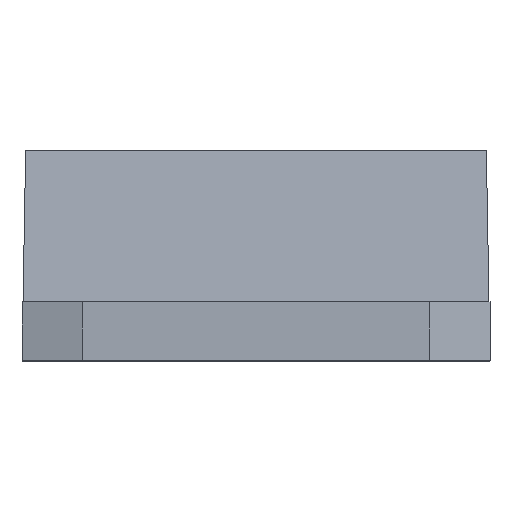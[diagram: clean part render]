
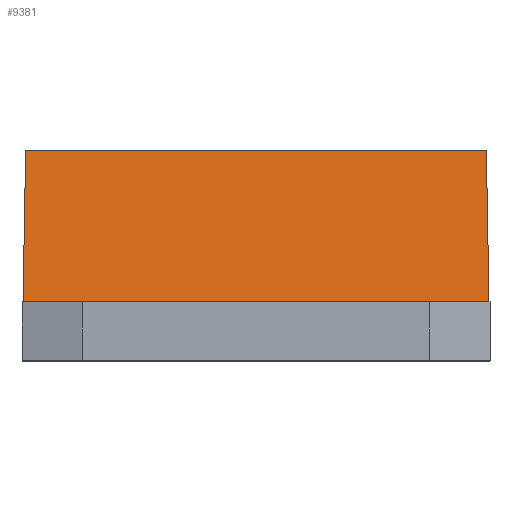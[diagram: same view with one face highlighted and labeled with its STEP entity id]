
A CAD part, top view. The second image highlights one B-rep face of the part: STEP entity #9381.
In plain terms, the highlighted planar face has unit normal (0, 0.122, 0.993).
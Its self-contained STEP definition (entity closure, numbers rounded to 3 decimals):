
#7984 = CARTESIAN_POINT ( 'NONE',  ( 3.81, 1.27, 4.318 ) ) ;
#8046 = DIRECTION ( 'NONE',  ( 1., 0., 0. ) ) ;
#8047 = VECTOR ( 'NONE', #8046, 1000. ) ;
#8051 = CARTESIAN_POINT ( 'NONE',  ( -5.08, 4.55, 3.915 ) ) ;
#8052 = LINE ( 'NONE', #8051, #8047 ) ;
#8082 = LINE ( 'NONE', #8101, #8100 ) ;
#8097 = CARTESIAN_POINT ( 'NONE',  ( -3.81, 1.27, 4.318 ) ) ;
#8099 = DIRECTION ( 'NONE',  ( -0.017, -0.992, 0.122 ) ) ;
#8100 = VECTOR ( 'NONE', #8099, 1000. ) ;
#8101 = CARTESIAN_POINT ( 'NONE',  ( -5.001, 4.55, 3.915 ) ) ;
#8178 = DIRECTION ( 'NONE',  ( -0.017, 0.992, -0.122 ) ) ;
#8179 = VECTOR ( 'NONE', #8178, 1000. ) ;
#8180 = CARTESIAN_POINT ( 'NONE',  ( 5.058, 1.27, 4.318 ) ) ;
#8181 = LINE ( 'NONE', #8180, #8179 ) ;
#8182 = CARTESIAN_POINT ( 'NONE',  ( -5.001, 4.55, 3.915 ) ) ;
#8251 = FACE_OUTER_BOUND ( 'NONE', #9385, .T. ) ;
#8263 = CARTESIAN_POINT ( 'NONE',  ( 5.058, 1.27, 4.318 ) ) ;
#8264 = CARTESIAN_POINT ( 'NONE',  ( -5.058, 1.27, 4.318 ) ) ;
#8274 = CARTESIAN_POINT ( 'NONE',  ( -5.08, 1.27, 4.318 ) ) ;
#8275 = LINE ( 'NONE', #8274, #8316 ) ;
#8283 = PLANE ( 'NONE',  #8309 ) ;
#8309 = AXIS2_PLACEMENT_3D ( 'NONE', #8345, #8344, #8343 ) ;
#8310 = DIRECTION ( 'NONE',  ( 1., 0., 0. ) ) ;
#8311 = VECTOR ( 'NONE', #8310, 1000. ) ;
#8312 = CARTESIAN_POINT ( 'NONE',  ( -5.08, 1.27, 4.318 ) ) ;
#8313 = LINE ( 'NONE', #8312, #8311 ) ;
#8315 = DIRECTION ( 'NONE',  ( 1., 0., 0. ) ) ;
#8316 = VECTOR ( 'NONE', #8315, 1000. ) ;
#8343 = DIRECTION ( 'NONE',  ( 0., -0.993, 0.122 ) ) ;
#8344 = DIRECTION ( 'NONE',  ( 0., 0.122, 0.993 ) ) ;
#8345 = CARTESIAN_POINT ( 'NONE',  ( -5.08, 2.91, 4.116 ) ) ;
#8364 = DIRECTION ( 'NONE',  ( 1., 0., 0. ) ) ;
#8365 = VECTOR ( 'NONE', #8364, 1000. ) ;
#8366 = CARTESIAN_POINT ( 'NONE',  ( -5.08, 1.27, 4.318 ) ) ;
#8367 = LINE ( 'NONE', #8366, #8365 ) ;
#8368 = CARTESIAN_POINT ( 'NONE',  ( 5.001, 4.55, 3.915 ) ) ;
#9276 = VERTEX_POINT ( 'NONE', #7984 ) ;
#9287 = ORIENTED_EDGE ( 'NONE', *, *, #9289, .F. ) ;
#9288 = ORIENTED_EDGE ( 'NONE', *, *, #9299, .T. ) ;
#9289 = EDGE_CURVE ( 'NONE', #9321, #9405, #8052, .T. ) ;
#9299 = EDGE_CURVE ( 'NONE', #9321, #9351, #8082, .T. ) ;
#9305 = VERTEX_POINT ( 'NONE', #8097 ) ;
#9320 = EDGE_CURVE ( 'NONE', #9354, #9405, #8181, .T. ) ;
#9321 = VERTEX_POINT ( 'NONE', #8182 ) ;
#9325 = ORIENTED_EDGE ( 'NONE', *, *, #9373, .T. ) ;
#9328 = ORIENTED_EDGE ( 'NONE', *, *, #9403, .T. ) ;
#9351 = VERTEX_POINT ( 'NONE', #8264 ) ;
#9352 = ORIENTED_EDGE ( 'NONE', *, *, #9375, .T. ) ;
#9354 = VERTEX_POINT ( 'NONE', #8263 ) ;
#9373 = EDGE_CURVE ( 'NONE', #9351, #9305, #8275, .T. ) ;
#9375 = EDGE_CURVE ( 'NONE', #9276, #9354, #8313, .T. ) ;
#9381 = ADVANCED_FACE ( 'NONE', ( #8251 ), #8283, .T. ) ;
#9382 = ORIENTED_EDGE ( 'NONE', *, *, #9320, .T. ) ;
#9385 = EDGE_LOOP ( 'NONE', ( #9328, #9352, #9382, #9287, #9288, #9325 ) ) ;
#9403 = EDGE_CURVE ( 'NONE', #9305, #9276, #8367, .T. ) ;
#9405 = VERTEX_POINT ( 'NONE', #8368 ) ;
